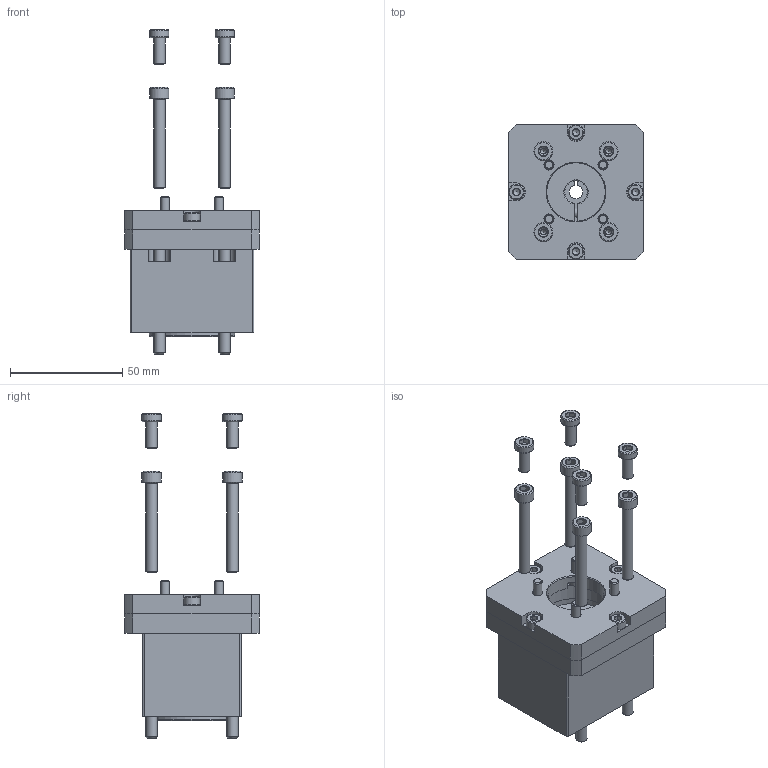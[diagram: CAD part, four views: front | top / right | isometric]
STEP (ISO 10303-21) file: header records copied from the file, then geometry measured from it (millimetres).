
FILE_DESCRIPTION(/* description */ ('STEP AP214'),/* implementation_level */ '2;1');
FILE_NAME(/* name */ '1456647_EAMM-A-S38-40G-G2',/* time_stamp */ '2024-08-27T04:46:30+02:00',/* author */ ('License CC BY-ND 4.0'),/* organization */ ('CADENAS'),/* preprocessor_version */ 'ST-DEVELOPER v19.3',/* originating_system */ 'PARTsolutions',/* authorisation */ ' ');
FILE_SCHEMA (('AUTOMOTIVE_DESIGN {1 0 10303 214 3 1 1}'));
Length unit declared in the file: millimetre
Products named in the file (10): 1456647 EAMM-A-S38-40G-G2; 3637942 EAMK-A-S38-38A/B-G2---(6O); DIN-912 - M5x40(F); 1460097 EAMF-A-38A-40G(6A10); 1457969 EAMF-A-38A-40G; ISO-4762 M4x12; DIN-6912 - M4x10(F); DIN-6912 - M5x12(F); 562681 EAMC-30-32-6-10; DIN-912 - M5x50(F)
Assembly tree (24 placements, depth 2):
  1456647 EAMM-A-S38-40G-G2
    3637942 EAMK-A-S38-38A/B-G2---(6O)
    DIN-912 - M5x40(F)  x4
    1460097 EAMF-A-38A-40G(6A10)
    1457969 EAMF-A-38A-40G
    ISO-4762 M4x12  x4
    DIN-6912 - M4x10(F)  x4
    DIN-6912 - M5x12(F)  x4
    562681 EAMC-30-32-6-10
    DIN-912 - M5x50(F)  x4
Bounding box: 60 x 60 x 144.2 mm (x, y, z)
Volume: 125710.2 mm3; surface area: 57673.1 mm2
Topology: 24 solids, 25 shells, 897 faces, 2007 edges, 1197 vertices
Faces by surface type: plane 436, cone 236, cylinder 204, torus 21
Full cylindrical faces by diameter (mm): 2 x16, 2.459 x4, 2.5 x4, 3.242 x6, 4 x10, 4.5 x8, 5 x12, 5.5 x8, 7 x9, 8 x1, 8.5 x12, 10 x4, 14.2 x1, 26 x1, 32 x1, 34 x1, 35 x1, 38 x2
Entity records: 13880 total; most frequent: CARTESIAN_POINT 2516, DIRECTION 2464, ORIENTED_EDGE 2056, EDGE_CURVE 1028, AXIS2_PLACEMENT_3D 1004, VERTEX_POINT 721, FACE_BOUND 675, EDGE_LOOP 666
